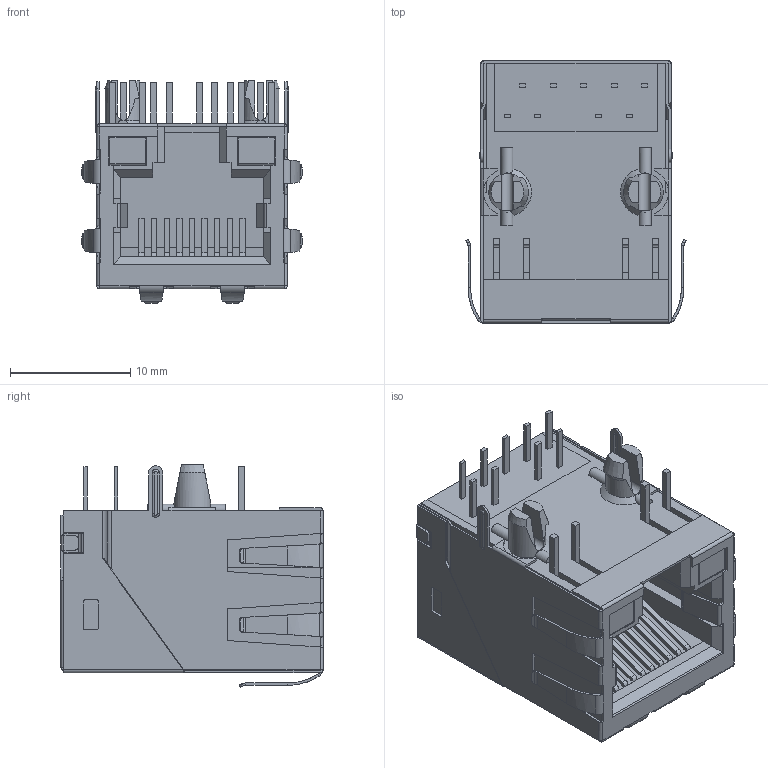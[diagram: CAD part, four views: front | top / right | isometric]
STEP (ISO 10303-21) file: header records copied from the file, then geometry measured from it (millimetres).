
FILE_DESCRIPTION( ( 'Unknown' ), '1' );
FILE_NAME( '7499211122A.stp', 'Unknown', ( 'Unknown' ), ( 'Unknown' ), 'PSStep 17.0.49', 'Unknown', ' ' );
FILE_SCHEMA( ( 'AUTOMOTIVE_DESIGN { 1 0 10303 214 1 1 1 1 }' ) );
Length unit declared in the file: millimetre
Products named in the file (7): Assem1; Shielding; Insulator; Insulator_2; LED_green_yellow; Insulator_3; Shielding_2
Assembly tree (7 placements, depth 2):
  Assem1
    Shielding
    Insulator
    Insulator_2
    LED_green_yellow  x2
    Insulator_3
    Shielding_2
Bounding box: 18.33 x 21.84 x 18.56 mm (x, y, z)
Volume: 2005.5 mm3; surface area: 6604.5 mm2
Topology: 7 solids, 7 shells, 882 faces, 2377 edges, 1504 vertices
Faces by surface type: plane 558, cylinder 224, bspline 66, extrusion 14, sphere 10, cone 6, torus 4
Entity records: 35211 total; most frequent: CARTESIAN_POINT 7765, ORIENTED_EDGE 4566, DIRECTION 3839, EDGE_CURVE 2283, VECTOR 1539, LINE 1525, VERTEX_POINT 1452, AXIS2_PLACEMENT_3D 1150
